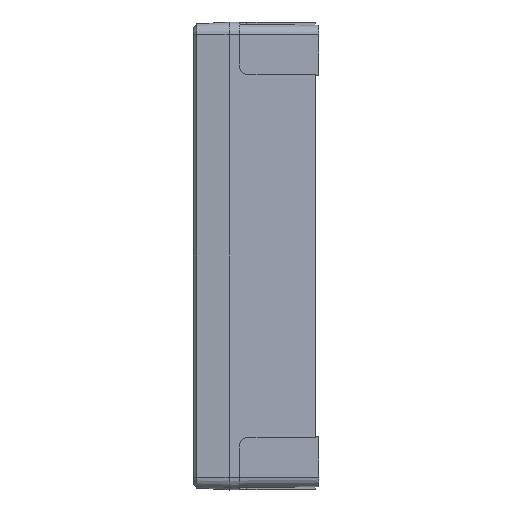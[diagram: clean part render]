
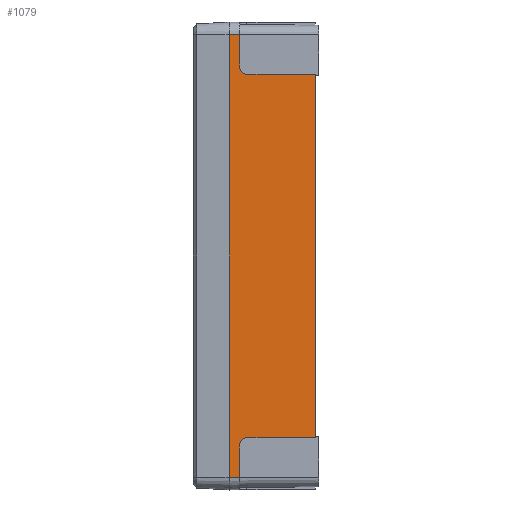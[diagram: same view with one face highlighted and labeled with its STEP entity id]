
A CAD part, left-side view. The second image highlights one B-rep face of the part: STEP entity #1079.
In plain terms, the highlighted planar face has unit normal (-1, -0.009, 0).
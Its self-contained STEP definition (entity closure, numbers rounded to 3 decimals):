
#467 = DIRECTION ( 'NONE',  ( 0.009, -1., 0. ) ) ;
#598 = CARTESIAN_POINT ( 'NONE',  ( -65.017, -3.819, 50.543 ) ) ;
#738 = AXIS2_PLACEMENT_3D ( 'NONE', #2980, #10850, #467 ) ;
#760 = CARTESIAN_POINT ( 'NONE',  ( -65.024, -3., 51.369 ) ) ;
#913 = LINE ( 'NONE', #4479, #9389 ) ;
#1024 = CARTESIAN_POINT ( 'NONE',  ( -65.024, -3., -61.55 ) ) ;
#1061 = LINE ( 'NONE', #4562, #7778 ) ;
#1079 = ADVANCED_FACE ( 'NONE', ( #1089 ), #3722, .T. ) ;
#1089 = FACE_OUTER_BOUND ( 'NONE', #9392, .T. ) ;
#1104 = ORIENTED_EDGE ( 'NONE', *, *, #8821, .T. ) ;
#1293 = VERTEX_POINT ( 'NONE', #10965 ) ;
#1540 = ORIENTED_EDGE ( 'NONE', *, *, #4951, .T. ) ;
#1562 = CARTESIAN_POINT ( 'NONE',  ( -65.05, 0., -61.55 ) ) ;
#1727 = EDGE_CURVE ( 'NONE', #3354, #2375, #5910, .T. ) ;
#1757 = ORIENTED_EDGE ( 'NONE', *, *, #4459, .T. ) ;
#1775 = VERTEX_POINT ( 'NONE', #5738 ) ;
#2088 = VECTOR ( 'NONE', #6656, 1000. ) ;
#2091 = ORIENTED_EDGE ( 'NONE', *, *, #4215, .T. ) ;
#2178 = CARTESIAN_POINT ( 'NONE',  ( -65.024, -3., -52.533 ) ) ;
#2328 = CARTESIAN_POINT ( 'NONE',  ( -65.007, -4.983, 50.533 ) ) ;
#2368 = DIRECTION ( 'NONE',  ( 0., 0., 1. ) ) ;
#2375 = VERTEX_POINT ( 'NONE', #9753 ) ;
#2499 = CARTESIAN_POINT ( 'NONE',  ( -65.024, -3., -51.369 ) ) ;
#2586 = DIRECTION ( 'NONE',  ( -0.009, 1., -0.009 ) ) ;
#2785 = VECTOR ( 'NONE', #11121, 1000. ) ;
#2837 = ORIENTED_EDGE ( 'NONE', *, *, #5583, .F. ) ;
#2980 = CARTESIAN_POINT ( 'NONE',  ( -65.05, 0., -61.55 ) ) ;
#3004 = VERTEX_POINT ( 'NONE', #10130 ) ;
#3354 = VERTEX_POINT ( 'NONE', #3564 ) ;
#3564 = CARTESIAN_POINT ( 'NONE',  ( -65.024, -3., -61.55 ) ) ;
#3574 = CARTESIAN_POINT ( 'NONE',  ( -64.841, -24., 50.367 ) ) ;
#3635 =( BOUNDED_CURVE ( )  B_SPLINE_CURVE ( 3, ( #10302, #598, #760, #5014 ),
 .UNSPECIFIED., .F., .F. ) 
 B_SPLINE_CURVE_WITH_KNOTS ( ( 4, 4 ),
 ( 4.721, 6.283 ),
 .UNSPECIFIED. ) 
 CURVE ( )  GEOMETRIC_REPRESENTATION_ITEM ( )  RATIONAL_B_SPLINE_CURVE ( ( 1., 0.807, 0.807, 1. ) ) 
 REPRESENTATION_ITEM ( '' )  );
#3722 = PLANE ( 'NONE',  #738 ) ;
#3754 = VECTOR ( 'NONE', #5619, 1000. ) ;
#4085 = CARTESIAN_POINT ( 'NONE',  ( -64.841, -24., -61.55 ) ) ;
#4108 = VERTEX_POINT ( 'NONE', #2178 ) ;
#4215 = EDGE_CURVE ( 'NONE', #3354, #4108, #5561, .T. ) ;
#4222 = ORIENTED_EDGE ( 'NONE', *, *, #10506, .F. ) ;
#4311 = VERTEX_POINT ( 'NONE', #6922 ) ;
#4373 = ORIENTED_EDGE ( 'NONE', *, *, #1727, .F. ) ;
#4459 = EDGE_CURVE ( 'NONE', #3004, #8157, #4577, .T. ) ;
#4474 = ORIENTED_EDGE ( 'NONE', *, *, #7464, .T. ) ;
#4479 = CARTESIAN_POINT ( 'NONE',  ( -65.041, -0.978, 50.568 ) ) ;
#4497 = VECTOR ( 'NONE', #7088, 1000. ) ;
#4562 = CARTESIAN_POINT ( 'NONE',  ( -65.05, 0., 61.55 ) ) ;
#4577 = LINE ( 'NONE', #1024, #4497 ) ;
#4586 = CARTESIAN_POINT ( 'NONE',  ( -65.024, -3., 61.55 ) ) ;
#4819 =( BOUNDED_CURVE ( )  B_SPLINE_CURVE ( 3, ( #10318, #2499, #5991, #9450 ),
 .UNSPECIFIED., .F., .F. ) 
 B_SPLINE_CURVE_WITH_KNOTS ( ( 4, 4 ),
 ( 3.142, 4.704 ),
 .UNSPECIFIED. ) 
 CURVE ( )  GEOMETRIC_REPRESENTATION_ITEM ( )  RATIONAL_B_SPLINE_CURVE ( ( 1., 0.807, 0.807, 1. ) ) 
 REPRESENTATION_ITEM ( '' )  );
#4951 = EDGE_CURVE ( 'NONE', #8157, #4311, #1061, .T. ) ;
#5014 = CARTESIAN_POINT ( 'NONE',  ( -65.024, -3., 52.533 ) ) ;
#5100 = ORIENTED_EDGE ( 'NONE', *, *, #10984, .F. ) ;
#5455 = VERTEX_POINT ( 'NONE', #3574 ) ;
#5561 = LINE ( 'NONE', #9192, #3754 ) ;
#5583 = EDGE_CURVE ( 'NONE', #2375, #4311, #7652, .T. ) ;
#5619 = DIRECTION ( 'NONE',  ( 0., 0., 1. ) ) ;
#5738 = CARTESIAN_POINT ( 'NONE',  ( -65.007, -4.983, -50.533 ) ) ;
#5910 = LINE ( 'NONE', #1562, #2088 ) ;
#5923 = CARTESIAN_POINT ( 'NONE',  ( -65.051, 0.096, -50.577 ) ) ;
#5991 = CARTESIAN_POINT ( 'NONE',  ( -65.017, -3.819, -50.543 ) ) ;
#6025 = LINE ( 'NONE', #5923, #9310 ) ;
#6656 = DIRECTION ( 'NONE',  ( -0.009, 1., 0. ) ) ;
#6722 = LINE ( 'NONE', #4085, #10774 ) ;
#6857 = CARTESIAN_POINT ( 'NONE',  ( -65.05, 0., -61.55 ) ) ;
#6922 = CARTESIAN_POINT ( 'NONE',  ( -65.05, 0., 61.55 ) ) ;
#7034 = DIRECTION ( 'NONE',  ( 0.009, -1., -0.009 ) ) ;
#7041 = VERTEX_POINT ( 'NONE', #2328 ) ;
#7088 = DIRECTION ( 'NONE',  ( 0., 0., 1. ) ) ;
#7464 = EDGE_CURVE ( 'NONE', #7041, #3004, #3635, .T. ) ;
#7652 = LINE ( 'NONE', #6857, #2785 ) ;
#7778 = VECTOR ( 'NONE', #8031, 1000. ) ;
#8031 = DIRECTION ( 'NONE',  ( -0.009, 1., 0. ) ) ;
#8157 = VERTEX_POINT ( 'NONE', #4586 ) ;
#8821 = EDGE_CURVE ( 'NONE', #4108, #1775, #4819, .T. ) ;
#9192 = CARTESIAN_POINT ( 'NONE',  ( -65.024, -3., -61.55 ) ) ;
#9310 = VECTOR ( 'NONE', #2586, 1000. ) ;
#9389 = VECTOR ( 'NONE', #7034, 1000. ) ;
#9392 = EDGE_LOOP ( 'NONE', ( #5100, #4474, #1757, #1540, #2837, #4373, #2091, #1104, #4222, #9824 ) ) ;
#9450 = CARTESIAN_POINT ( 'NONE',  ( -65.007, -4.983, -50.533 ) ) ;
#9753 = CARTESIAN_POINT ( 'NONE',  ( -65.05, 0., -61.55 ) ) ;
#9824 = ORIENTED_EDGE ( 'NONE', *, *, #10509, .T. ) ;
#10130 = CARTESIAN_POINT ( 'NONE',  ( -65.024, -3., 52.533 ) ) ;
#10302 = CARTESIAN_POINT ( 'NONE',  ( -65.007, -4.983, 50.533 ) ) ;
#10318 = CARTESIAN_POINT ( 'NONE',  ( -65.024, -3., -52.533 ) ) ;
#10506 = EDGE_CURVE ( 'NONE', #1293, #1775, #6025, .T. ) ;
#10509 = EDGE_CURVE ( 'NONE', #1293, #5455, #6722, .T. ) ;
#10774 = VECTOR ( 'NONE', #2368, 1000. ) ;
#10850 = DIRECTION ( 'NONE',  ( -1., -0.009, 0. ) ) ;
#10965 = CARTESIAN_POINT ( 'NONE',  ( -64.841, -24., -50.367 ) ) ;
#10984 = EDGE_CURVE ( 'NONE', #7041, #5455, #913, .T. ) ;
#11121 = DIRECTION ( 'NONE',  ( 0., 0., 1. ) ) ;
